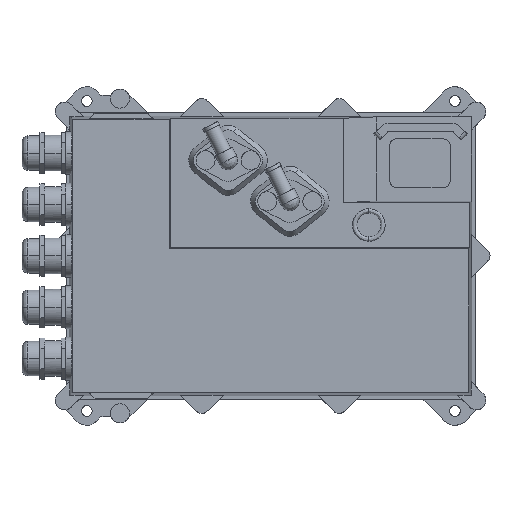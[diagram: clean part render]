
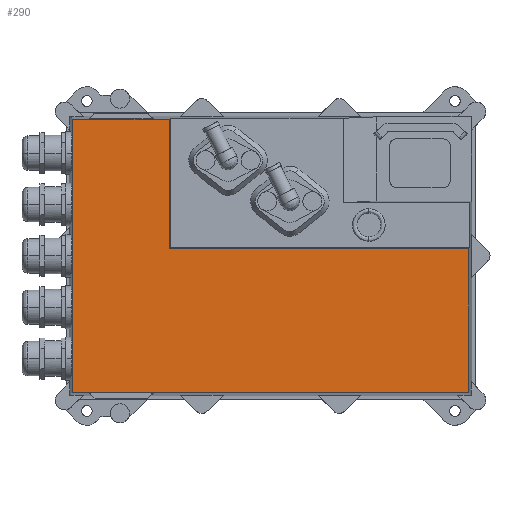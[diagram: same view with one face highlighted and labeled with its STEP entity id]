
A CAD part, top view. The second image highlights one B-rep face of the part: STEP entity #290.
In plain terms, the highlighted planar face has unit normal (0, 0, 1).
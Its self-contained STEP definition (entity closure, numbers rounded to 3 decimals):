
#290=ADVANCED_FACE('',(#672),#5968,.T.);
#672=FACE_OUTER_BOUND('',#1080,.T.);
#1080=EDGE_LOOP('',(#2362,#2363,#2364,#2365,#2366,#2367));
#2362=ORIENTED_EDGE('',*,*,#3722,.F.);
#2363=ORIENTED_EDGE('',*,*,#3731,.F.);
#2364=ORIENTED_EDGE('',*,*,#3717,.F.);
#2365=ORIENTED_EDGE('',*,*,#3712,.F.);
#2366=ORIENTED_EDGE('',*,*,#3730,.F.);
#2367=ORIENTED_EDGE('',*,*,#3729,.F.);
#3712=EDGE_CURVE('',#5418,#5419,#4902,.T.);
#3717=EDGE_CURVE('',#5419,#5420,#4907,.T.);
#3722=EDGE_CURVE('',#5424,#5421,#4912,.T.);
#3729=EDGE_CURVE('',#5421,#5431,#4919,.T.);
#3730=EDGE_CURVE('',#5431,#5418,#4920,.T.);
#3731=EDGE_CURVE('',#5420,#5424,#4921,.T.);
#4902=B_SPLINE_CURVE_WITH_KNOTS('',1,(#11022,#11023),.UNSPECIFIED.,.F.,
 .F.,(2,2),(-335.5,0.),.UNSPECIFIED.);
#4907=B_SPLINE_CURVE_WITH_KNOTS('',1,(#11032,#11033),.UNSPECIFIED.,.F.,
 .F.,(2,2),(0.,232.),.UNSPECIFIED.);
#4912=B_SPLINE_CURVE_WITH_KNOTS('',1,(#11044,#11045),.UNSPECIFIED.,.F.,
 .F.,(2,2),(-567.5,-457.552),.UNSPECIFIED.);
#4919=B_SPLINE_CURVE_WITH_KNOTS('',1,(#11058,#11059),.UNSPECIFIED.,.F.,
 .F.,(2,2),(-821.011,-567.5),.UNSPECIFIED.);
#4920=B_SPLINE_CURVE_WITH_KNOTS('',1,(#11060,#11061),.UNSPECIFIED.,.F.,
 .F.,(2,2),(677.448,799.5),.UNSPECIFIED.);
#4921=B_SPLINE_CURVE_WITH_KNOTS('',1,(#11062,#11063),.UNSPECIFIED.,.F.,
 .F.,(2,2),(232.,313.989),.UNSPECIFIED.);
#5418=VERTEX_POINT('',#9049);
#5419=VERTEX_POINT('',#9050);
#5420=VERTEX_POINT('',#9051);
#5421=VERTEX_POINT('',#9052);
#5424=VERTEX_POINT('',#9055);
#5431=VERTEX_POINT('',#9062);
#5968=PLANE('',#6197);
#6197=AXIS2_PLACEMENT_3D('',#7270,#6409,$);
#6409=DIRECTION('',(0.,0.,1.));
#7270=CARTESIAN_POINT('',(42.5,257.5,81.));
#9049=CARTESIAN_POINT('',(376.,27.5,81.));
#9050=CARTESIAN_POINT('',(42.5,27.5,81.));
#9051=CARTESIAN_POINT('',(42.5,257.5,81.));
#9052=CARTESIAN_POINT('',(124.,148.5,81.));
#9055=CARTESIAN_POINT('',(124.,257.5,81.));
#9062=CARTESIAN_POINT('',(376.,148.5,81.));
#11022=CARTESIAN_POINT('',(376.,27.5,81.));
#11023=CARTESIAN_POINT('',(42.5,27.5,81.));
#11032=CARTESIAN_POINT('',(42.5,27.5,81.));
#11033=CARTESIAN_POINT('',(42.5,257.5,81.));
#11044=CARTESIAN_POINT('',(124.,257.5,81.));
#11045=CARTESIAN_POINT('',(124.,148.5,81.));
#11058=CARTESIAN_POINT('',(124.,148.5,81.));
#11059=CARTESIAN_POINT('',(376.,148.5,81.));
#11060=CARTESIAN_POINT('',(376.,148.5,81.));
#11061=CARTESIAN_POINT('',(376.,27.5,81.));
#11062=CARTESIAN_POINT('',(42.5,257.5,81.));
#11063=CARTESIAN_POINT('',(124.,257.5,81.));
